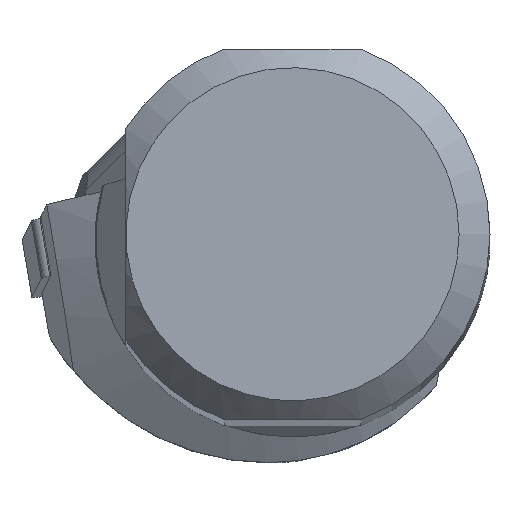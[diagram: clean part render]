
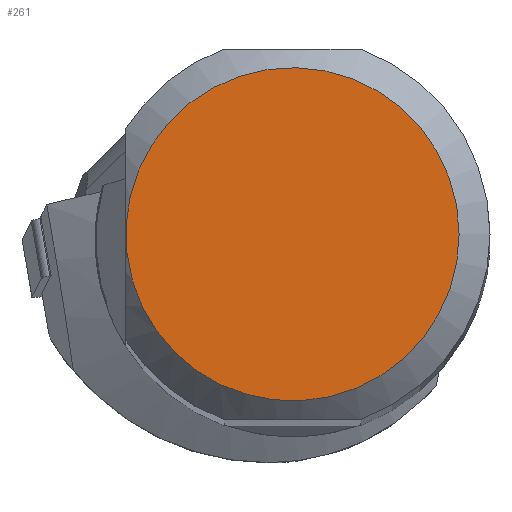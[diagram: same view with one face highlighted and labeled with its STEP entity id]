
A CAD part, top view. The second image highlights one B-rep face of the part: STEP entity #261.
In plain terms, the highlighted planar face has unit normal (0, 0, 1).
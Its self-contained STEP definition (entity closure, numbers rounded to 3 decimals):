
#186=FACE_OUTER_BOUND('',#643,.T.);
#261=ADVANCED_FACE('CU_SU_BP3',(#186),#320,.T.);
#320=PLANE('',#1647);
#643=EDGE_LOOP('',(#873));
#873=ORIENTED_EDGE('',*,*,#1364,.T.);
#1197=VERTEX_POINT('',#2497);
#1364=EDGE_CURVE('',#1197,#1197,#1476,.T.);
#1476=CIRCLE('',#1646,13.489);
#1646=AXIS2_PLACEMENT_3D('',#2496,#1942,#1943);
#1647=AXIS2_PLACEMENT_3D('',#2498,#1944,#1945);
#1942=DIRECTION('',(0.,0.,1.));
#1943=DIRECTION('',(1.,0.,0.));
#1944=DIRECTION('',(0.,0.,1.));
#1945=DIRECTION('',(1.,0.,0.));
#2496=CARTESIAN_POINT('',(0.,0.,0.));
#2497=CARTESIAN_POINT('',(13.489,0.,0.));
#2498=CARTESIAN_POINT('',(0.,0.,
0.));
